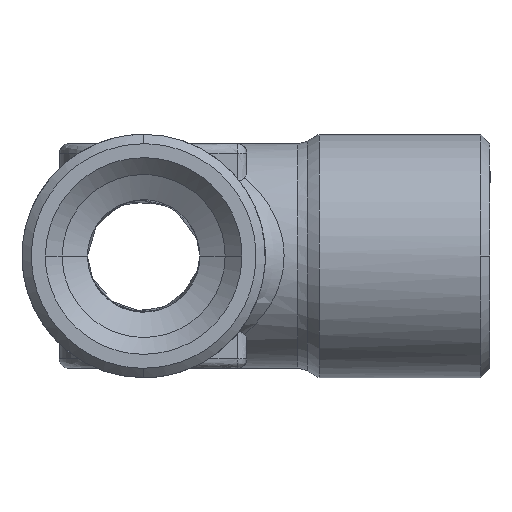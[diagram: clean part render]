
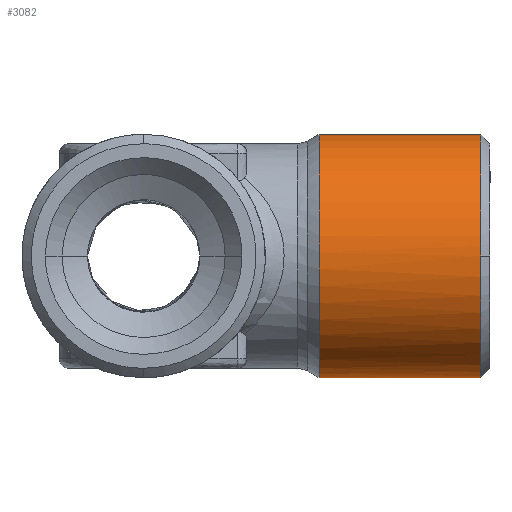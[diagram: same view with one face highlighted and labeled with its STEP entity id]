
A CAD part, left-side view. The second image highlights one B-rep face of the part: STEP entity #3082.
In plain terms, the highlighted free-form (B-spline) face has degree [1, 3] with [2, 7] control points.
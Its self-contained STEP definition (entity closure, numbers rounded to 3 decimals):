
#89 = CARTESIAN_POINT ( 'NONE',  ( 0., 1.5, 6.5 ) ) ;
#101 = CARTESIAN_POINT ( 'NONE',  ( 0., 10.134, 6.5 ) ) ;
#150 = CARTESIAN_POINT ( 'NONE',  ( -6.5, 10.134, -3.808 ) ) ;
#302 = VERTEX_POINT ( 'NONE', #841 ) ;
#327 = VERTEX_POINT ( 'NONE', #2192 ) ;
#350 = CARTESIAN_POINT ( 'NONE',  ( 0., 10.134, -6.5 ) ) ;
#377 =( BOUNDED_CURVE ( )  B_SPLINE_CURVE ( 3, ( #2298, #1317, #4316, #1291, #646, #2618, #350 ),
 .UNSPECIFIED., .F., .F. ) 
 B_SPLINE_CURVE_WITH_KNOTS ( ( 4, 3, 4 ),
 ( -3.142, -1.571, 0. ),
 .UNSPECIFIED. ) 
 CURVE ( )  GEOMETRIC_REPRESENTATION_ITEM ( )  RATIONAL_B_SPLINE_CURVE ( ( 1., 0.805, 0.805, 1., 0.805, 0.805, 1. ) ) 
 REPRESENTATION_ITEM ( '' )  );
#443 = CARTESIAN_POINT ( 'NONE',  ( 0., 1.5, -6.5 ) ) ;
#457 = EDGE_CURVE ( 'NONE', #327, #1295, #377, .T. ) ;
#466 =( BOUNDED_CURVE ( )  B_SPLINE_CURVE ( 3, ( #1843, #2831, #2495, #1521 ),
 .UNSPECIFIED., .F., .F. ) 
 B_SPLINE_CURVE_WITH_KNOTS ( ( 4, 4 ),
 ( -1.571, 0. ),
 .UNSPECIFIED. ) 
 CURVE ( )  GEOMETRIC_REPRESENTATION_ITEM ( )  RATIONAL_B_SPLINE_CURVE ( ( 1., 0.805, 0.805, 1. ) ) 
 REPRESENTATION_ITEM ( '' )  );
#499 = EDGE_LOOP ( 'NONE', ( #4195, #2125, #1528, #4003, #1088 ) ) ;
#531 = CARTESIAN_POINT ( 'NONE',  ( 0., 10.134, -6.5 ) ) ;
#542 = EDGE_CURVE ( 'NONE', #327, #302, #1755, .T. ) ;
#560 = CARTESIAN_POINT ( 'NONE',  ( -6.5, 1.5, 0. ) ) ;
#646 = CARTESIAN_POINT ( 'NONE',  ( -6.5, 10.134, -3.808 ) ) ;
#777 = CARTESIAN_POINT ( 'NONE',  ( 0., 1.5, 6.5 ) ) ;
#806 = CARTESIAN_POINT ( 'NONE',  ( 0., 10.134, 6.5 ) ) ;
#841 = CARTESIAN_POINT ( 'NONE',  ( 0., 1.5, 6.5 ) ) ;
#879 = CARTESIAN_POINT ( 'NONE',  ( -6.5, 1.5, 0. ) ) ;
#1088 = ORIENTED_EDGE ( 'NONE', *, *, #457, .T. ) ;
#1113 = CARTESIAN_POINT ( 'NONE',  ( -6.5, 1.5, 3.808 ) ) ;
#1141 = CARTESIAN_POINT ( 'NONE',  ( -3.808, 10.134, 6.5 ) ) ;
#1156 = CARTESIAN_POINT ( 'NONE',  ( 0., 1.5, -6.5 ) ) ;
#1212 =( BOUNDED_CURVE ( )  B_SPLINE_CURVE ( 3, ( #879, #2206, #1278, #1876 ),
 .UNSPECIFIED., .F., .F. ) 
 B_SPLINE_CURVE_WITH_KNOTS ( ( 4, 4 ),
 ( -1.571, 0. ),
 .UNSPECIFIED. ) 
 CURVE ( )  GEOMETRIC_REPRESENTATION_ITEM ( )  RATIONAL_B_SPLINE_CURVE ( ( 1., 0.805, 0.805, 1. ) ) 
 REPRESENTATION_ITEM ( '' )  );
#1225 = CARTESIAN_POINT ( 'NONE',  ( 0., 10.134, -6.5 ) ) ;
#1278 = CARTESIAN_POINT ( 'NONE',  ( -3.808, 1.5, -6.5 ) ) ;
#1291 = CARTESIAN_POINT ( 'NONE',  ( -6.5, 10.134, 0. ) ) ;
#1295 = VERTEX_POINT ( 'NONE', #1225 ) ;
#1317 = CARTESIAN_POINT ( 'NONE',  ( -3.808, 10.134, 6.5 ) ) ;
#1408 = B_SPLINE_CURVE_WITH_KNOTS ( 'NONE', 1,
 ( #1853, #531 ),
 .UNSPECIFIED., .F., .F.,
 ( 2, 2 ),
 ( -1., 0. ),
 .UNSPECIFIED. ) ;
#1420 = CARTESIAN_POINT ( 'NONE',  ( -3.808, 1.5, 6.5 ) ) ;
#1521 = CARTESIAN_POINT ( 'NONE',  ( -6.5, 1.5, 0. ) ) ;
#1528 = ORIENTED_EDGE ( 'NONE', *, *, #3597, .F. ) ;
#1755 = B_SPLINE_CURVE_WITH_KNOTS ( 'NONE', 1,
 ( #101, #777 ),
 .UNSPECIFIED., .F., .F.,
 ( 2, 2 ),
 ( -1., 0. ),
 .UNSPECIFIED. ) ;
#1843 = CARTESIAN_POINT ( 'NONE',  ( 0., 1.5, 6.5 ) ) ;
#1853 = CARTESIAN_POINT ( 'NONE',  ( 0., 1.5, -6.5 ) ) ;
#1876 = CARTESIAN_POINT ( 'NONE',  ( 0., 1.5, -6.5 ) ) ;
#1993 =( BOUNDED_SURFACE ( )  B_SPLINE_SURFACE ( 1, 3, ( 
 ( #806, #1141, #4152, #2144, #150, #2458, #2078 ),
 ( #89, #1420, #1113, #3757, #4108, #2096, #443 ) ),
 .UNSPECIFIED., .F., .F., .F. ) 
 B_SPLINE_SURFACE_WITH_KNOTS ( ( 2, 2 ),
 ( 4, 3, 4 ),
 ( 0., 1. ),
 ( 0., 0.5, 1. ),
 .UNSPECIFIED. ) 
 GEOMETRIC_REPRESENTATION_ITEM ( )  RATIONAL_B_SPLINE_SURFACE ( (
 ( 1., 0.805, 0.805, 1., 0.805, 0.805, 1.),
 ( 1., 0.805, 0.805, 1., 0.805, 0.805, 1.) ) ) 
 REPRESENTATION_ITEM ( '' )  SURFACE ( )  );
#2078 = CARTESIAN_POINT ( 'NONE',  ( 0., 10.134, -6.5 ) ) ;
#2096 = CARTESIAN_POINT ( 'NONE',  ( -3.808, 1.5, -6.5 ) ) ;
#2125 = ORIENTED_EDGE ( 'NONE', *, *, #2551, .F. ) ;
#2144 = CARTESIAN_POINT ( 'NONE',  ( -6.5, 10.134, 0. ) ) ;
#2192 = CARTESIAN_POINT ( 'NONE',  ( 0., 10.134, 6.5 ) ) ;
#2206 = CARTESIAN_POINT ( 'NONE',  ( -6.5, 1.5, -3.808 ) ) ;
#2289 = VERTEX_POINT ( 'NONE', #1156 ) ;
#2298 = CARTESIAN_POINT ( 'NONE',  ( 0., 10.134, 6.5 ) ) ;
#2458 = CARTESIAN_POINT ( 'NONE',  ( -3.808, 10.134, -6.5 ) ) ;
#2495 = CARTESIAN_POINT ( 'NONE',  ( -6.5, 1.5, 3.808 ) ) ;
#2551 = EDGE_CURVE ( 'NONE', #3914, #2289, #1212, .T. ) ;
#2618 = CARTESIAN_POINT ( 'NONE',  ( -3.808, 10.134, -6.5 ) ) ;
#2831 = CARTESIAN_POINT ( 'NONE',  ( -3.808, 1.5, 6.5 ) ) ;
#3082 = ADVANCED_FACE ( 'NONE', ( #3884 ), #1993, .F. ) ;
#3425 = EDGE_CURVE ( 'NONE', #2289, #1295, #1408, .T. ) ;
#3597 = EDGE_CURVE ( 'NONE', #302, #3914, #466, .T. ) ;
#3757 = CARTESIAN_POINT ( 'NONE',  ( -6.5, 1.5, 0. ) ) ;
#3884 = FACE_OUTER_BOUND ( 'NONE', #499, .T. ) ;
#3914 = VERTEX_POINT ( 'NONE', #560 ) ;
#4003 = ORIENTED_EDGE ( 'NONE', *, *, #542, .F. ) ;
#4108 = CARTESIAN_POINT ( 'NONE',  ( -6.5, 1.5, -3.808 ) ) ;
#4152 = CARTESIAN_POINT ( 'NONE',  ( -6.5, 10.134, 3.808 ) ) ;
#4195 = ORIENTED_EDGE ( 'NONE', *, *, #3425, .F. ) ;
#4316 = CARTESIAN_POINT ( 'NONE',  ( -6.5, 10.134, 3.808 ) ) ;
